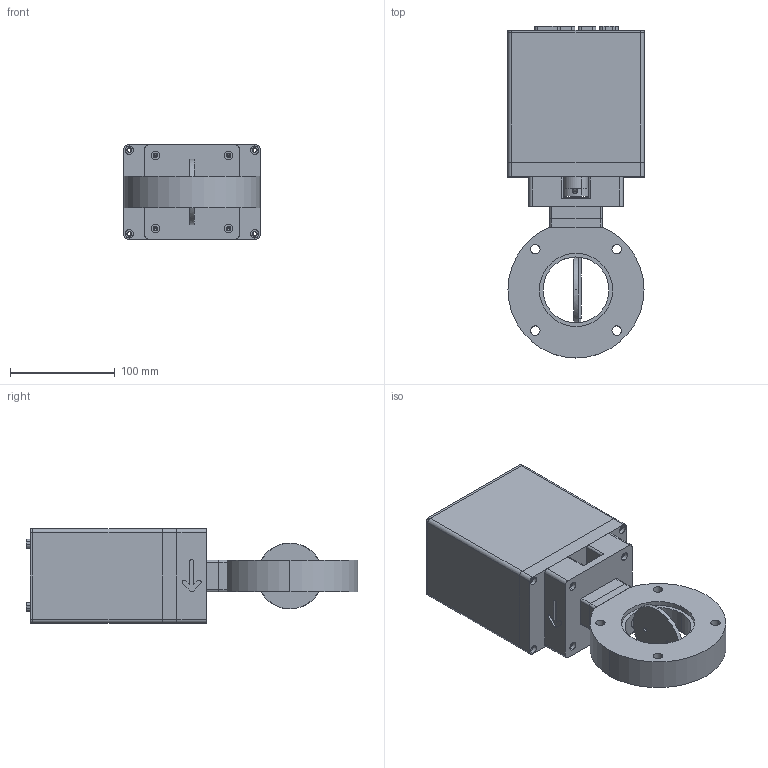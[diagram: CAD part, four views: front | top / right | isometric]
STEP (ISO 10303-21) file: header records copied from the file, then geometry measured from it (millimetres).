
FILE_DESCRIPTION (( 'STEP AP214' ), '1' );
FILE_NAME ('BFV-ISO63-SST-RS232_Butterfly Valve_ISO63_FLANGES_MOTORIZED.STEP', '2025-06-30T20:04:29', ( '' ), ( '' ), 'SwSTEP 2.0', 'SolidWorks 2023', '' );
FILE_SCHEMA (( 'AUTOMOTIVE_DESIGN' ));
Length unit declared in the file: millimetre
Products named in the file (1): BFV-ISO63-SST-RS232_Butterfly Valve_ISO63_FLANGES_MOTORIZED
Bounding box: 130 x 317.25 x 90 mm (x, y, z)
Volume: 867696.2 mm3; surface area: 294168.3 mm2
Topology: 22 solids, 24 shells, 3978 faces, 10704 edges, 6987 vertices
Faces by surface type: plane 2186, cylinder 1317, cone 285, bspline 110, torus 78, sphere 2
Entity records: 129946 total; most frequent: CARTESIAN_POINT 27924, ORIENTED_EDGE 21348, DIRECTION 20836, EDGE_CURVE 10674, LINE 7158, VECTOR 7158, VERTEX_POINT 6985, AXIS2_PLACEMENT_3D 6839
